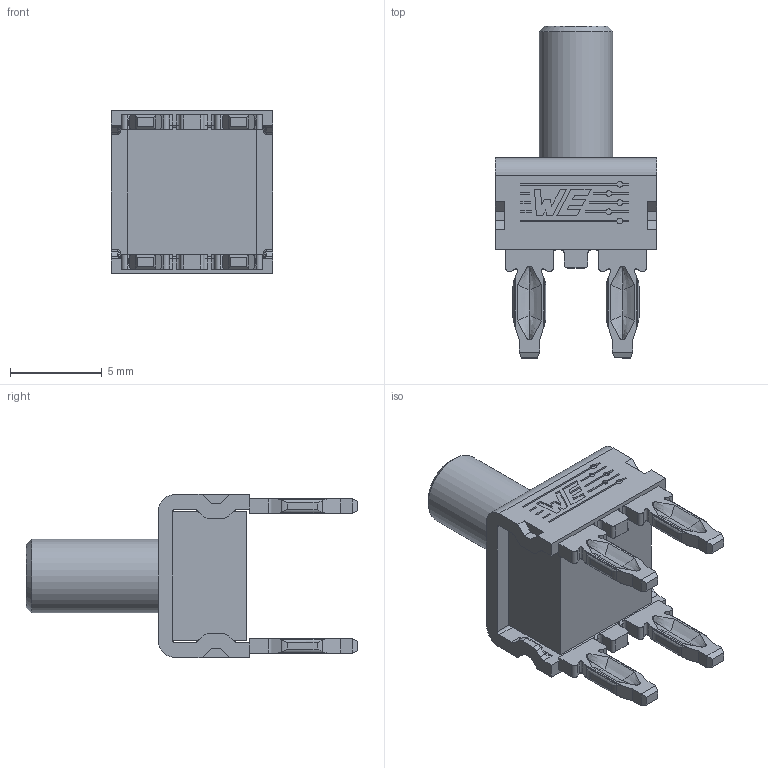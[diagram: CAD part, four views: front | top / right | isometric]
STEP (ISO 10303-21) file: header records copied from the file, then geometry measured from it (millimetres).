
FILE_DESCRIPTION (( 'STEP AP203' ), '1' );
FILE_NAME ('S95244-D01.STEP', '2025-01-22T07:56:13', ( '' ), ( '' ), 'SwSTEP 2.0', 'SolidWorks 2023', '' );
FILE_SCHEMA (( 'CONFIG_CONTROL_DESIGN' ));
Length unit declared in the file: millimetre
Products named in the file (3): S95244-D01; K00011-B; K95242-C
Assembly tree (2 placements, depth 2):
  S95244-D01
    K95242-C
    K00011-B
Bounding box: 8.8 x 18.1 x 8.9 mm (x, y, z)
Volume: 431.4 mm3; surface area: 779.5 mm2
Topology: 2 solids, 2 shells, 431 faces, 1243 edges, 827 vertices
Faces by surface type: plane 234, cylinder 124, bspline 64, torus 8, cone 1
Full cylindrical faces by diameter (mm): 4 x1, 4.2 x1
Entity records: 18036 total; most frequent: CARTESIAN_POINT 6831, ORIENTED_EDGE 2464, DIRECTION 2033, EDGE_CURVE 1232, VECTOR 855, LINE 855, VERTEX_POINT 827, AXIS2_PLACEMENT_3D 589
